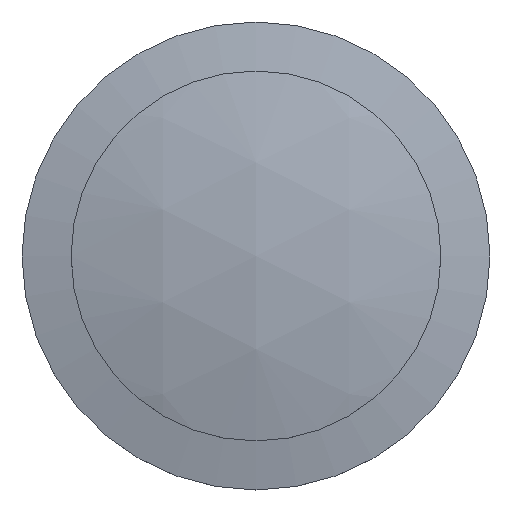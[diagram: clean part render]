
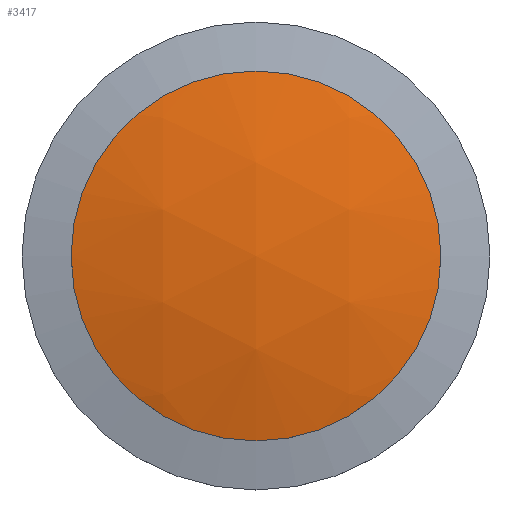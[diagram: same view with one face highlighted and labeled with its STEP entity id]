
A CAD part, top view. The second image highlights one B-rep face of the part: STEP entity #3417.
In plain terms, the highlighted spherical face has radius 40.8 mm.
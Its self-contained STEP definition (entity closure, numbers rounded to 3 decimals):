
#14=SPHERICAL_SURFACE($,#3744,40.8);
#429=FACE_OUTER_BOUND($,#680,.T.);
#680=EDGE_LOOP($,(#3085));
#1323=CIRCLE($,#3745,11.025);
#1653=VERTEX_POINT($,#10824);
#2131=EDGE_CURVE($,#1653,#1653,#1323,.T.);
#3085=ORIENTED_EDGE($,*,*,#2131,.T.);
#3417=ADVANCED_FACE($,(#429),#14,.T.);
#3744=AXIS2_PLACEMENT_3D($,#10823,#4646,#4647);
#3745=AXIS2_PLACEMENT_3D($,#10825,#4648,#4649);
#4646=DIRECTION('center_axis',(1.,0.,0.));
#4647=DIRECTION('ref_axis',(0.,-1.,0.));
#4648=DIRECTION('center_axis',(0.,0.,1.));
#4649=DIRECTION('ref_axis',(-1.,0.,0.));
#10823=CARTESIAN_POINT('Origin',(0.,-0.047,-30.81));
#10824=CARTESIAN_POINT('',(11.025,-0.047,8.473));
#10825=CARTESIAN_POINT('Origin',(0.,-0.047,8.473));
